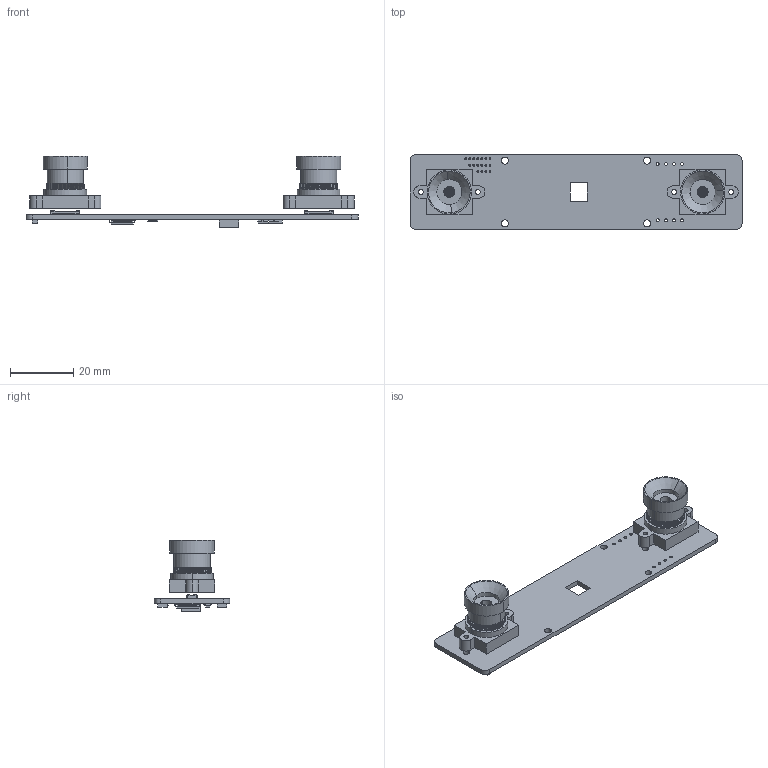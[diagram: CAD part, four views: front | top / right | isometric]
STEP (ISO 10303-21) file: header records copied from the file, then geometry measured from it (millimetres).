
FILE_DESCRIPTION (( 'STEP AP214' ), '1' );
FILE_NAME ('3d.STEP', '2021-05-18T05:51:22', ( '' ), ( '' ), 'SwSTEP 2.0', 'SolidWorks 2020', '' );
FILE_SCHEMA (( 'AUTOMOTIVE_DESIGN' ));
Length unit declared in the file: millimetre
Products named in the file (1): 3d
Bounding box: 105 x 23.86 x 22.5 mm (x, y, z)
Surface area: 10549.7 mm2 (no closed solid volume)
Topology: 0 solids, 84 shells, 9370 faces, 28052 edges, 18296 vertices
Faces by surface type: plane 6152, cylinder 2724, bspline 474, cone 12, torus 8
Entity records: 428578 total; most frequent: CARTESIAN_POINT 74102, ORIENTED_EDGE 56086, DIRECTION 47622, EDGE_CURVE 28044, VECTOR 21392, LINE 21392, VERTEX_POINT 18296, AXIS2_PLACEMENT_3D 13115
